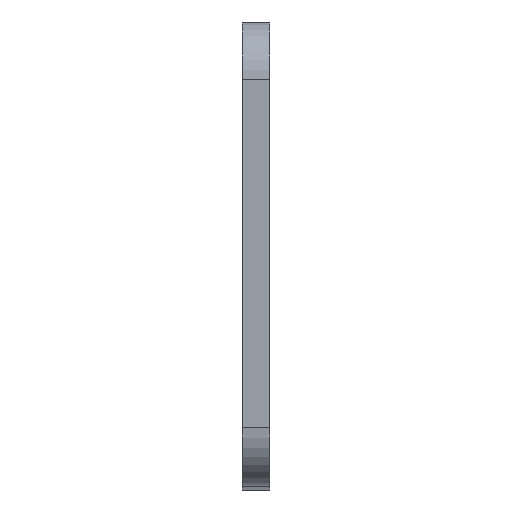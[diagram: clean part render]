
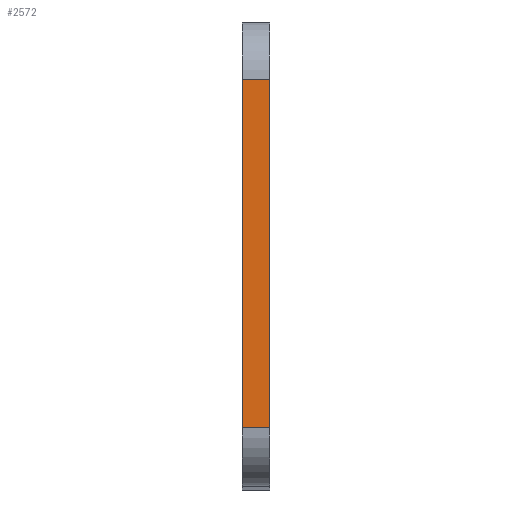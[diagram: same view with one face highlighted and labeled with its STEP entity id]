
A CAD part, top view. The second image highlights one B-rep face of the part: STEP entity #2572.
In plain terms, the highlighted planar face has unit normal (0, 0, 1).
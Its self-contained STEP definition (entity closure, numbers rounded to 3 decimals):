
#153 = CARTESIAN_POINT ( 'NONE',  ( 0., 28.668, 23.481 ) ) ;
#171 = FACE_OUTER_BOUND ( 'NONE', #523, .T. ) ;
#302 = EDGE_CURVE ( 'NONE', #2091, #4390, #3891, .T. ) ;
#342 = CARTESIAN_POINT ( 'NONE',  ( 4.763, -31.332, 23.481 ) ) ;
#523 = EDGE_LOOP ( 'NONE', ( #6043, #5946, #6834, #4689 ) ) ;
#1134 = LINE ( 'NONE', #2098, #6190 ) ;
#1170 = CARTESIAN_POINT ( 'NONE',  ( 4.763, 28.668, 23.481 ) ) ;
#1541 = VERTEX_POINT ( 'NONE', #1170 ) ;
#2091 = VERTEX_POINT ( 'NONE', #7249 ) ;
#2098 = CARTESIAN_POINT ( 'NONE',  ( 4.763, -31.332, 23.481 ) ) ;
#2572 = ADVANCED_FACE ( 'NONE', ( #171 ), #3184, .F. ) ;
#2674 = DIRECTION ( 'NONE',  ( -1., 0., 0. ) ) ;
#2749 = CARTESIAN_POINT ( 'NONE',  ( 4.763, 28.668, 23.481 ) ) ;
#2916 = LINE ( 'NONE', #2749, #6581 ) ;
#3184 = PLANE ( 'NONE',  #7812 ) ;
#3185 = EDGE_CURVE ( 'NONE', #4793, #4390, #1134, .T. ) ;
#3235 = EDGE_CURVE ( 'NONE', #1541, #4793, #7475, .T. ) ;
#3246 = CARTESIAN_POINT ( 'NONE',  ( 0., -31.332, 23.481 ) ) ;
#3891 = LINE ( 'NONE', #153, #6331 ) ;
#4372 = CARTESIAN_POINT ( 'NONE',  ( 4.763, 28.668, 23.481 ) ) ;
#4390 = VERTEX_POINT ( 'NONE', #3246 ) ;
#4546 = DIRECTION ( 'NONE',  ( -1., 0., 0. ) ) ;
#4689 = ORIENTED_EDGE ( 'NONE', *, *, #7032, .T. ) ;
#4793 = VERTEX_POINT ( 'NONE', #342 ) ;
#4959 = DIRECTION ( 'NONE',  ( 0., -1., 0. ) ) ;
#5946 = ORIENTED_EDGE ( 'NONE', *, *, #3185, .F. ) ;
#6043 = ORIENTED_EDGE ( 'NONE', *, *, #302, .T. ) ;
#6099 = DIRECTION ( 'NONE',  ( 0., 0., -1. ) ) ;
#6190 = VECTOR ( 'NONE', #2674, 1000. ) ;
#6331 = VECTOR ( 'NONE', #4959, 1000. ) ;
#6364 = DIRECTION ( 'NONE',  ( 0., -1., 0. ) ) ;
#6581 = VECTOR ( 'NONE', #4546, 1000. ) ;
#6739 = VECTOR ( 'NONE', #6364, 1000. ) ;
#6834 = ORIENTED_EDGE ( 'NONE', *, *, #3235, .F. ) ;
#6873 = CARTESIAN_POINT ( 'NONE',  ( 4.763, 28.668, 23.481 ) ) ;
#7032 = EDGE_CURVE ( 'NONE', #1541, #2091, #2916, .T. ) ;
#7249 = CARTESIAN_POINT ( 'NONE',  ( 0., 28.668, 23.481 ) ) ;
#7385 = DIRECTION ( 'NONE',  ( 0., 1., 0. ) ) ;
#7475 = LINE ( 'NONE', #6873, #6739 ) ;
#7812 = AXIS2_PLACEMENT_3D ( 'NONE', #4372, #6099, #7385 ) ;
